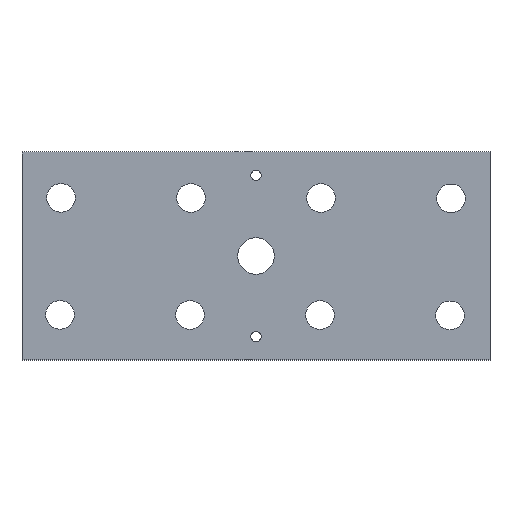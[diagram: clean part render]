
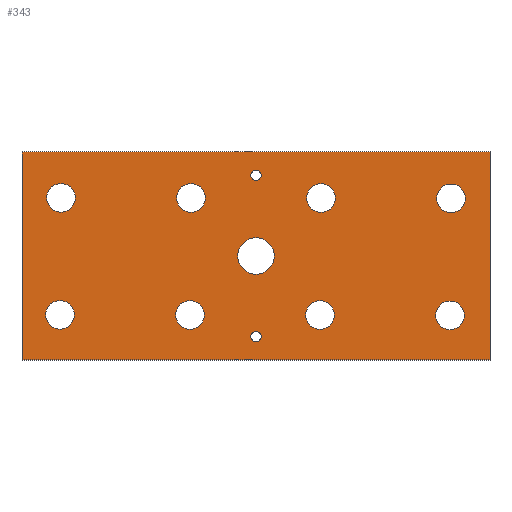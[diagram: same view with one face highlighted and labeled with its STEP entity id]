
A CAD part, top view. The second image highlights one B-rep face of the part: STEP entity #343.
In plain terms, the highlighted planar face has unit normal (0, 0, 1).
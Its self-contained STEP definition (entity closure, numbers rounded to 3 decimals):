
#26=FACE_BOUND('',#88,.T.);
#27=FACE_BOUND('',#89,.T.);
#28=FACE_BOUND('',#90,.T.);
#29=FACE_BOUND('',#91,.T.);
#30=FACE_BOUND('',#92,.T.);
#31=FACE_BOUND('',#93,.T.);
#32=FACE_BOUND('',#94,.T.);
#33=FACE_BOUND('',#95,.T.);
#34=FACE_BOUND('',#96,.T.);
#35=FACE_BOUND('',#97,.T.);
#36=FACE_BOUND('',#98,.T.);
#48=CIRCLE('',#375,2.);
#49=CIRCLE('',#376,2.);
#50=CIRCLE('',#377,5.5);
#51=CIRCLE('',#378,5.5);
#52=CIRCLE('',#379,7.);
#53=CIRCLE('',#380,5.5);
#54=CIRCLE('',#381,5.5);
#55=CIRCLE('',#382,5.5);
#56=CIRCLE('',#383,5.5);
#57=CIRCLE('',#384,5.5);
#58=CIRCLE('',#385,5.5);
#70=FACE_OUTER_BOUND('',#87,.T.);
#87=EDGE_LOOP('',(#247,#248,#249,#250));
#88=EDGE_LOOP('',(#251));
#89=EDGE_LOOP('',(#252));
#90=EDGE_LOOP('',(#253));
#91=EDGE_LOOP('',(#254));
#92=EDGE_LOOP('',(#255));
#93=EDGE_LOOP('',(#256));
#94=EDGE_LOOP('',(#257));
#95=EDGE_LOOP('',(#258));
#96=EDGE_LOOP('',(#259));
#97=EDGE_LOOP('',(#260));
#98=EDGE_LOOP('',(#261));
#126=LINE('',#520,#149);
#127=LINE('',#522,#150);
#128=LINE('',#524,#151);
#129=LINE('',#525,#152);
#149=VECTOR('',#417,10.);
#150=VECTOR('',#418,10.);
#151=VECTOR('',#419,10.);
#152=VECTOR('',#420,10.);
#172=VERTEX_POINT('',#518);
#173=VERTEX_POINT('',#519);
#174=VERTEX_POINT('',#521);
#175=VERTEX_POINT('',#523);
#176=VERTEX_POINT('',#526);
#177=VERTEX_POINT('',#528);
#178=VERTEX_POINT('',#530);
#179=VERTEX_POINT('',#532);
#180=VERTEX_POINT('',#534);
#181=VERTEX_POINT('',#536);
#182=VERTEX_POINT('',#538);
#183=VERTEX_POINT('',#540);
#184=VERTEX_POINT('',#542);
#185=VERTEX_POINT('',#544);
#186=VERTEX_POINT('',#546);
#202=EDGE_CURVE('',#172,#173,#126,.T.);
#203=EDGE_CURVE('',#174,#172,#127,.T.);
#204=EDGE_CURVE('',#175,#174,#128,.T.);
#205=EDGE_CURVE('',#173,#175,#129,.T.);
#206=EDGE_CURVE('',#176,#176,#48,.T.);
#207=EDGE_CURVE('',#177,#177,#49,.T.);
#208=EDGE_CURVE('',#178,#178,#50,.T.);
#209=EDGE_CURVE('',#179,#179,#51,.T.);
#210=EDGE_CURVE('',#180,#180,#52,.T.);
#211=EDGE_CURVE('',#181,#181,#53,.T.);
#212=EDGE_CURVE('',#182,#182,#54,.T.);
#213=EDGE_CURVE('',#183,#183,#55,.T.);
#214=EDGE_CURVE('',#184,#184,#56,.T.);
#215=EDGE_CURVE('',#185,#185,#57,.T.);
#216=EDGE_CURVE('',#186,#186,#58,.T.);
#247=ORIENTED_EDGE('',*,*,#202,.F.);
#248=ORIENTED_EDGE('',*,*,#203,.F.);
#249=ORIENTED_EDGE('',*,*,#204,.F.);
#250=ORIENTED_EDGE('',*,*,#205,.F.);
#251=ORIENTED_EDGE('',*,*,#206,.F.);
#252=ORIENTED_EDGE('',*,*,#207,.F.);
#253=ORIENTED_EDGE('',*,*,#208,.F.);
#254=ORIENTED_EDGE('',*,*,#209,.F.);
#255=ORIENTED_EDGE('',*,*,#210,.F.);
#256=ORIENTED_EDGE('',*,*,#211,.F.);
#257=ORIENTED_EDGE('',*,*,#212,.F.);
#258=ORIENTED_EDGE('',*,*,#213,.F.);
#259=ORIENTED_EDGE('',*,*,#214,.F.);
#260=ORIENTED_EDGE('',*,*,#215,.F.);
#261=ORIENTED_EDGE('',*,*,#216,.F.);
#337=PLANE('',#374);
#343=ADVANCED_FACE('',(#70,#26,#27,#28,#29,#30,#31,#32,#33,#34,#35,#36),
#337,.T.);
#374=AXIS2_PLACEMENT_3D('',#517,#415,#416);
#375=AXIS2_PLACEMENT_3D('',#527,#421,#422);
#376=AXIS2_PLACEMENT_3D('',#529,#423,#424);
#377=AXIS2_PLACEMENT_3D('',#531,#425,#426);
#378=AXIS2_PLACEMENT_3D('',#533,#427,#428);
#379=AXIS2_PLACEMENT_3D('',#535,#429,#430);
#380=AXIS2_PLACEMENT_3D('',#537,#431,#432);
#381=AXIS2_PLACEMENT_3D('',#539,#433,#434);
#382=AXIS2_PLACEMENT_3D('',#541,#435,#436);
#383=AXIS2_PLACEMENT_3D('',#543,#437,#438);
#384=AXIS2_PLACEMENT_3D('',#545,#439,#440);
#385=AXIS2_PLACEMENT_3D('',#547,#441,#442);
#415=DIRECTION('center_axis',(0.,0.,1.));
#416=DIRECTION('ref_axis',(1.,0.,0.));
#417=DIRECTION('',(-1.,0.,0.));
#418=DIRECTION('',(0.,-1.,0.));
#419=DIRECTION('',(1.,0.,0.));
#420=DIRECTION('',(0.,1.,0.));
#421=DIRECTION('center_axis',(0.,0.,1.));
#422=DIRECTION('ref_axis',(-1.,0.,0.));
#423=DIRECTION('center_axis',(0.,0.,1.));
#424=DIRECTION('ref_axis',(-1.,0.,0.));
#425=DIRECTION('center_axis',(0.,0.,1.));
#426=DIRECTION('ref_axis',(1.,0.,0.));
#427=DIRECTION('center_axis',(0.,0.,1.));
#428=DIRECTION('ref_axis',(1.,0.,0.));
#429=DIRECTION('center_axis',(0.,0.,1.));
#430=DIRECTION('ref_axis',(1.,0.,0.));
#431=DIRECTION('center_axis',(0.,0.,1.));
#432=DIRECTION('ref_axis',(1.,0.,0.));
#433=DIRECTION('center_axis',(0.,0.,1.));
#434=DIRECTION('ref_axis',(1.,0.,0.));
#435=DIRECTION('center_axis',(0.,0.,1.));
#436=DIRECTION('ref_axis',(1.,0.,0.));
#437=DIRECTION('center_axis',(0.,0.,1.));
#438=DIRECTION('ref_axis',(1.,0.,0.));
#439=DIRECTION('center_axis',(0.,0.,1.));
#440=DIRECTION('ref_axis',(1.,0.,0.));
#441=DIRECTION('center_axis',(0.,0.,1.));
#442=DIRECTION('ref_axis',(1.,0.,0.));
#517=CARTESIAN_POINT('Origin',(0.,0.,
3.));
#518=CARTESIAN_POINT('',(90.,-40.,3.));
#519=CARTESIAN_POINT('',(-90.,-40.,3.));
#520=CARTESIAN_POINT('',(-45.,-40.,3.));
#521=CARTESIAN_POINT('',(90.,40.,3.));
#522=CARTESIAN_POINT('',(90.,-20.,3.));
#523=CARTESIAN_POINT('',(-90.,40.,3.));
#524=CARTESIAN_POINT('',(45.,40.,3.));
#525=CARTESIAN_POINT('',(-90.,20.,3.));
#526=CARTESIAN_POINT('',(2.,-31.,3.));
#527=CARTESIAN_POINT('Origin',(0.,-31.,3.));
#528=CARTESIAN_POINT('',(2.,31.,3.));
#529=CARTESIAN_POINT('Origin',(0.,31.,3.));
#530=CARTESIAN_POINT('',(-80.883,-22.627,3.));
#531=CARTESIAN_POINT('Origin',(-75.383,-22.627,3.));
#532=CARTESIAN_POINT('',(69.117,-22.826,3.));
#533=CARTESIAN_POINT('Origin',(74.617,-22.826,3.));
#534=CARTESIAN_POINT('',(-7.,0.,3.));
#535=CARTESIAN_POINT('Origin',(0.,0.,3.));
#536=CARTESIAN_POINT('',(-80.5,22.373,3.));
#537=CARTESIAN_POINT('Origin',(-75.,22.373,3.));
#538=CARTESIAN_POINT('',(-30.5,22.333,3.));
#539=CARTESIAN_POINT('Origin',(-25.,22.333,3.));
#540=CARTESIAN_POINT('',(69.5,22.174,3.));
#541=CARTESIAN_POINT('Origin',(75.,22.174,3.));
#542=CARTESIAN_POINT('',(19.117,-22.716,3.));
#543=CARTESIAN_POINT('Origin',(24.617,-22.716,3.));
#544=CARTESIAN_POINT('',(19.5,22.284,3.));
#545=CARTESIAN_POINT('Origin',(25.,22.284,3.));
#546=CARTESIAN_POINT('',(-30.883,-22.667,3.));
#547=CARTESIAN_POINT('Origin',(-25.383,-22.667,3.));
